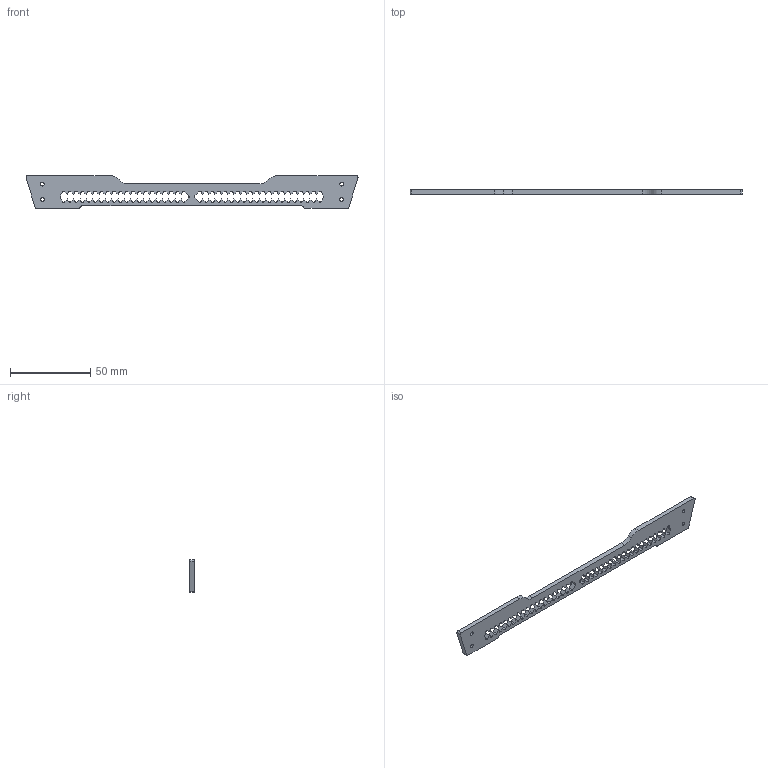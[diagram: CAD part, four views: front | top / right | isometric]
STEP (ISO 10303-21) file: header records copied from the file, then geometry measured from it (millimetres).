
FILE_DESCRIPTION(/* description */ (''),/* implementation_level */ '2;1');
FILE_NAME(/* name */ 'Barcelona Accent.step',/* time_stamp */ '2025-05-13T13:39:21-07:00',/* author */ (''),/* organization */ (''),/* preprocessor_version */ 'ST-DEVELOPER v20.1',/* originating_system */ 'Autodesk Translation Framework v14.4.0.0',/* authorisation */ '');
FILE_SCHEMA (('AUTOMOTIVE_DESIGN { 1 0 10303 214 3 1 1 }'));
Length unit declared in the file: millimetre
Products named in the file (1): Metal Accent xper2 grille2
Bounding box: 207.05 x 3 x 20.25 mm (x, y, z)
Volume: 7698.1 mm3; surface area: 8022.9 mm2
Topology: 1 solids, 1 shells, 274 faces, 816 edges, 544 vertices
Faces by surface type: plane 172, cylinder 102
Full cylindrical faces by diameter (mm): 2.3 x4
Entity records: 9268 total; most frequent: CARTESIAN_POINT 1635, ORIENTED_EDGE 1632, DIRECTION 1570, EDGE_CURVE 816, LINE 612, VECTOR 612, VERTEX_POINT 544, AXIS2_PLACEMENT_3D 479
